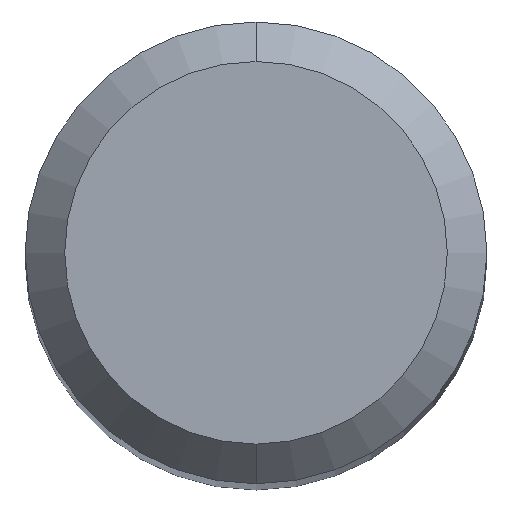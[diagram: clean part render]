
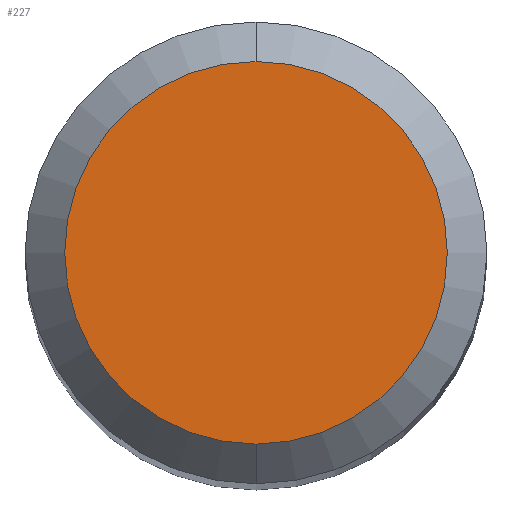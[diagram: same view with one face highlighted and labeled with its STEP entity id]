
A CAD part, top view. The second image highlights one B-rep face of the part: STEP entity #227.
In plain terms, the highlighted planar face has unit normal (0, 0, 1).
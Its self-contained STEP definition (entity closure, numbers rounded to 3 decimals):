
#147=VERTEX_POINT('',#365);
#167=EDGE_CURVE('',#243,#147,#386,.T.);
#227=ADVANCED_FACE('',(#454),#455,.T.);
#243=VERTEX_POINT('',#473);
#279=EDGE_CURVE('',#147,#243,#512,.T.);
#365=CARTESIAN_POINT('',(0.0,1.45,0.0));
#386=CIRCLE('',#634,1.45);
#454=FACE_OUTER_BOUND('',#719,.T.);
#455=PLANE('',#720);
#473=CARTESIAN_POINT('',(0.,-1.45,0.0));
#512=CIRCLE('',#797,1.45);
#634=AXIS2_PLACEMENT_3D('',#918,#919,#920);
#719=EDGE_LOOP('',(#1011,#1012));
#720=AXIS2_PLACEMENT_3D('',#1013,#1014,#1015);
#797=AXIS2_PLACEMENT_3D('',#1070,#1071,#1072);
#918=CARTESIAN_POINT('',(0.0,0.0,0.0));
#919=DIRECTION('',(0.0,0.0,-1.0));
#920=DIRECTION('',(0.0,1.0,0.0));
#1011=ORIENTED_EDGE('',*,*,#279,.F.);
#1012=ORIENTED_EDGE('',*,*,#167,.F.);
#1013=CARTESIAN_POINT('',(0.0,0.725,0.0));
#1014=DIRECTION('',(-0.0,0.0,1.0));
#1015=DIRECTION('',(0.0,-1.0,0.0));
#1070=CARTESIAN_POINT('',(0.0,0.0,0.0));
#1071=DIRECTION('',(0.0,0.0,-1.0));
#1072=DIRECTION('',(0.0,1.0,0.0));
